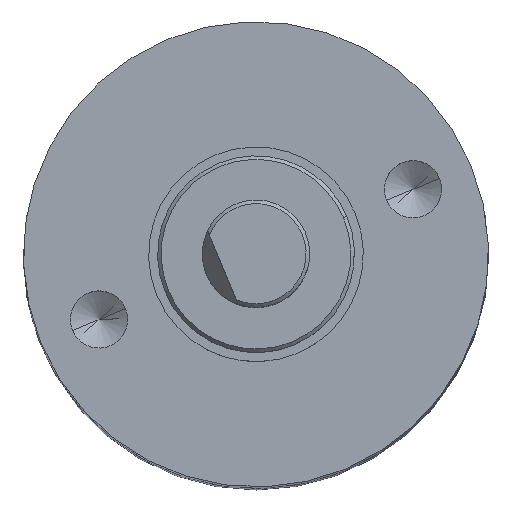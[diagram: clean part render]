
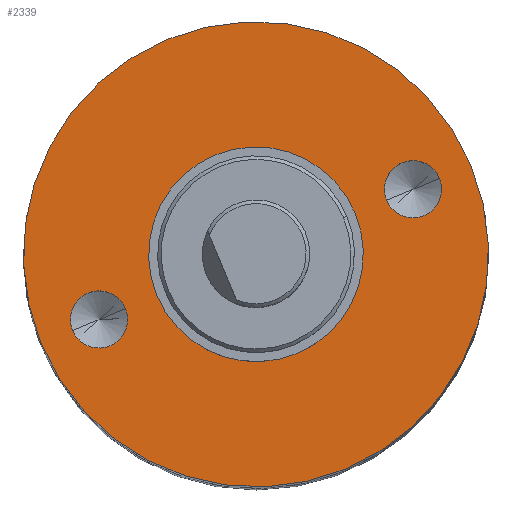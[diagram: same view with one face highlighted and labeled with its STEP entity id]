
A CAD part, top view. The second image highlights one B-rep face of the part: STEP entity #2339.
In plain terms, the highlighted face is planar.
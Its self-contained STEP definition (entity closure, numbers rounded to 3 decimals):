
#76 = DIRECTION ( 'NONE',  ( 1., 0., 0. ) ) ;
#230 = CARTESIAN_POINT ( 'NONE',  ( 4.75, 0., 0. ) ) ;
#232 = ORIENTED_EDGE ( 'NONE', *, *, #4320, .F. ) ;
#355 = CIRCLE ( 'NONE', #4743, 0.8 ) ;
#523 = DIRECTION ( 'NONE',  ( 0., 0., 1. ) ) ;
#534 = FACE_BOUND ( 'NONE', #3372, .T. ) ;
#539 = CIRCLE ( 'NONE', #1310, 3. ) ;
#550 = CIRCLE ( 'NONE', #3807, 0.8 ) ;
#594 = ORIENTED_EDGE ( 'NONE', *, *, #5132, .F. ) ;
#670 = ORIENTED_EDGE ( 'NONE', *, *, #5344, .F. ) ;
#676 = DIRECTION ( 'NONE',  ( -1., 0., 0. ) ) ;
#713 = CIRCLE ( 'NONE', #4150, 0.8 ) ;
#843 = CIRCLE ( 'NONE', #1946, 0.8 ) ;
#891 = EDGE_CURVE ( 'NONE', #1963, #4490, #539, .T. ) ;
#904 = DIRECTION ( 'NONE',  ( 0., 0., 1. ) ) ;
#988 = EDGE_LOOP ( 'NONE', ( #670, #4895 ) ) ;
#1133 = CARTESIAN_POINT ( 'NONE',  ( -5.55, 0., 0. ) ) ;
#1140 = CARTESIAN_POINT ( 'NONE',  ( 4.75, 0., 0. ) ) ;
#1142 = ORIENTED_EDGE ( 'NONE', *, *, #891, .T. ) ;
#1176 = CARTESIAN_POINT ( 'NONE',  ( 0., 0., 0. ) ) ;
#1262 = VERTEX_POINT ( 'NONE', #3211 ) ;
#1310 = AXIS2_PLACEMENT_3D ( 'NONE', #3463, #904, #3876 ) ;
#1416 = CARTESIAN_POINT ( 'NONE',  ( -3.95, 0., 0. ) ) ;
#1565 = DIRECTION ( 'NONE',  ( -1., 0., 0. ) ) ;
#1609 = DIRECTION ( 'NONE',  ( 1., 0., 0. ) ) ;
#1719 = CIRCLE ( 'NONE', #2221, 6.5 ) ;
#1721 = VERTEX_POINT ( 'NONE', #3939 ) ;
#1792 = EDGE_LOOP ( 'NONE', ( #3188, #2361 ) ) ;
#1806 = EDGE_LOOP ( 'NONE', ( #3088, #1142 ) ) ;
#1946 = AXIS2_PLACEMENT_3D ( 'NONE', #1140, #4100, #1565 ) ;
#1963 = VERTEX_POINT ( 'NONE', #3258 ) ;
#2090 = EDGE_CURVE ( 'NONE', #4517, #4363, #3486, .T. ) ;
#2095 = CARTESIAN_POINT ( 'NONE',  ( 0., 0., 0. ) ) ;
#2212 = PLANE ( 'NONE',  #2401 ) ;
#2221 = AXIS2_PLACEMENT_3D ( 'NONE', #1176, #4138, #1609 ) ;
#2339 = ADVANCED_FACE ( 'NONE', ( #534, #3933, #2670, #3810 ), #2212, .F. ) ;
#2361 = ORIENTED_EDGE ( 'NONE', *, *, #4375, .F. ) ;
#2401 = AXIS2_PLACEMENT_3D ( 'NONE', #3077, #523, #3517 ) ;
#2439 = CARTESIAN_POINT ( 'NONE',  ( -4.75, 0., 0. ) ) ;
#2529 = DIRECTION ( 'NONE',  ( 1., 0., 0. ) ) ;
#2539 = DIRECTION ( 'NONE',  ( 0., 0., -1. ) ) ;
#2652 = DIRECTION ( 'NONE',  ( 0., 0., 1. ) ) ;
#2670 = FACE_BOUND ( 'NONE', #1806, .T. ) ;
#2831 = EDGE_CURVE ( 'NONE', #4490, #1963, #5041, .T. ) ;
#2848 = CARTESIAN_POINT ( 'NONE',  ( 6.5, 0., 0. ) ) ;
#2874 = DIRECTION ( 'NONE',  ( -1., 0., 0. ) ) ;
#2879 = VERTEX_POINT ( 'NONE', #1416 ) ;
#3060 = VERTEX_POINT ( 'NONE', #1133 ) ;
#3077 = CARTESIAN_POINT ( 'NONE',  ( 0., 0., 0. ) ) ;
#3088 = ORIENTED_EDGE ( 'NONE', *, *, #2831, .T. ) ;
#3188 = ORIENTED_EDGE ( 'NONE', *, *, #2090, .F. ) ;
#3211 = CARTESIAN_POINT ( 'NONE',  ( 3.95, 0., 0. ) ) ;
#3228 = DIRECTION ( 'NONE',  ( 0., 0., -1. ) ) ;
#3258 = CARTESIAN_POINT ( 'NONE',  ( -3., 0., 0. ) ) ;
#3372 = EDGE_LOOP ( 'NONE', ( #232, #594 ) ) ;
#3463 = CARTESIAN_POINT ( 'NONE',  ( 0., 0., 0. ) ) ;
#3486 = CIRCLE ( 'NONE', #5327, 6.5 ) ;
#3517 = DIRECTION ( 'NONE',  ( 1., 0., 0. ) ) ;
#3807 = AXIS2_PLACEMENT_3D ( 'NONE', #5061, #2539, #5484 ) ;
#3810 = FACE_OUTER_BOUND ( 'NONE', #1792, .T. ) ;
#3827 = EDGE_CURVE ( 'NONE', #2879, #3060, #713, .T. ) ;
#3876 = DIRECTION ( 'NONE',  ( 1., 0., 0. ) ) ;
#3933 = FACE_BOUND ( 'NONE', #988, .T. ) ;
#3939 = CARTESIAN_POINT ( 'NONE',  ( 5.55, 0., 0. ) ) ;
#4100 = DIRECTION ( 'NONE',  ( 0., 0., -1. ) ) ;
#4138 = DIRECTION ( 'NONE',  ( 0., 0., 1. ) ) ;
#4150 = AXIS2_PLACEMENT_3D ( 'NONE', #2439, #5384, #2874 ) ;
#4272 = CARTESIAN_POINT ( 'NONE',  ( 3., 0., 0. ) ) ;
#4273 = AXIS2_PLACEMENT_3D ( 'NONE', #5172, #2652, #76 ) ;
#4320 = EDGE_CURVE ( 'NONE', #1262, #1721, #843, .T. ) ;
#4363 = VERTEX_POINT ( 'NONE', #2848 ) ;
#4375 = EDGE_CURVE ( 'NONE', #4363, #4517, #1719, .T. ) ;
#4490 = VERTEX_POINT ( 'NONE', #4272 ) ;
#4517 = VERTEX_POINT ( 'NONE', #4786 ) ;
#4743 = AXIS2_PLACEMENT_3D ( 'NONE', #230, #3228, #676 ) ;
#4786 = CARTESIAN_POINT ( 'NONE',  ( -6.5, 0., 0. ) ) ;
#4895 = ORIENTED_EDGE ( 'NONE', *, *, #3827, .F. ) ;
#5041 = CIRCLE ( 'NONE', #4273, 3. ) ;
#5047 = DIRECTION ( 'NONE',  ( 0., 0., 1. ) ) ;
#5061 = CARTESIAN_POINT ( 'NONE',  ( -4.75, 0., 0. ) ) ;
#5132 = EDGE_CURVE ( 'NONE', #1721, #1262, #355, .T. ) ;
#5172 = CARTESIAN_POINT ( 'NONE',  ( 0., 0., 0. ) ) ;
#5327 = AXIS2_PLACEMENT_3D ( 'NONE', #2095, #5047, #2529 ) ;
#5344 = EDGE_CURVE ( 'NONE', #3060, #2879, #550, .T. ) ;
#5384 = DIRECTION ( 'NONE',  ( 0., 0., -1. ) ) ;
#5484 = DIRECTION ( 'NONE',  ( -1., 0., 0. ) ) ;
